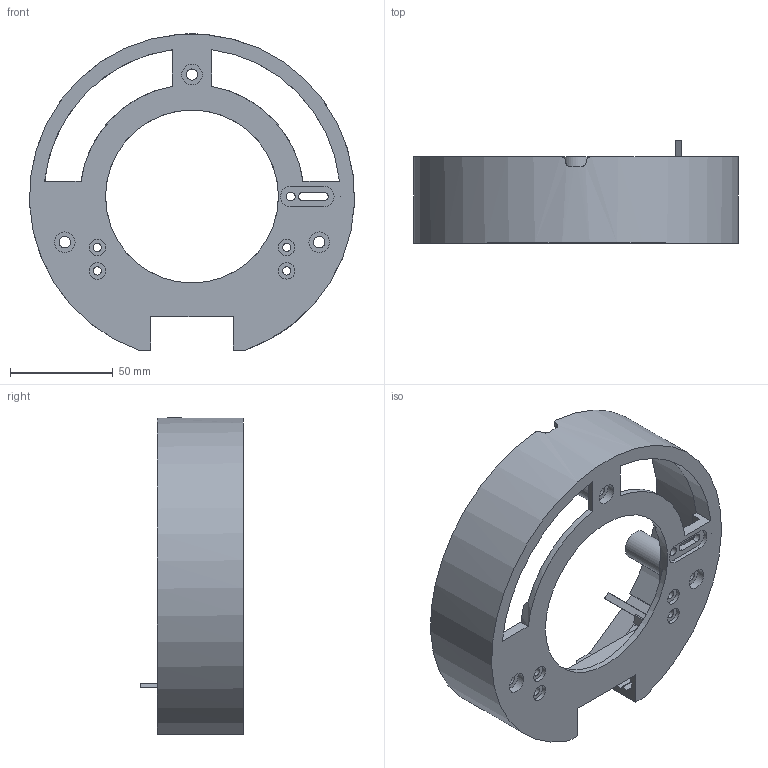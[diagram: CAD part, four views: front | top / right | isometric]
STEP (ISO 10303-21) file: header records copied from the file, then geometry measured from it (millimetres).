
FILE_DESCRIPTION(/* description */ (''),/* implementation_level */ '2;1');
FILE_NAME(/* name */ 'ring.step',/* time_stamp */ '2024-05-03T13:43:43Z',/* author */ (''),/* organization */ (''),/* preprocessor_version */ 'ST-DEVELOPER v20',/* originating_system */ 'Autodesk Translation Framework v12.20.1.177',/* authorisation */ '');
FILE_SCHEMA (('AUTOMOTIVE_DESIGN { 1 0 10303 214 3 1 1 }'));
Length unit declared in the file: millimetre
Products named in the file (1): ring (1)
Bounding box: 157.84 x 50 x 153.62 mm (x, y, z)
Volume: 113135.4 mm3; surface area: 69681.5 mm2
Topology: 1 solids, 1 shells, 150 faces, 415 edges, 275 vertices
Faces by surface type: plane 99, cylinder 49, cone 2
Full cylindrical faces by diameter (mm): 4 x4, 4.2 x1, 4.3 x2, 5.5 x3, 8 x5, 10 x3, 14 x3, 84 x1
Entity records: 4978 total; most frequent: CARTESIAN_POINT 955, ORIENTED_EDGE 830, DIRECTION 819, EDGE_CURVE 415, LINE 293, VECTOR 293, VERTEX_POINT 275, AXIS2_PLACEMENT_3D 263
